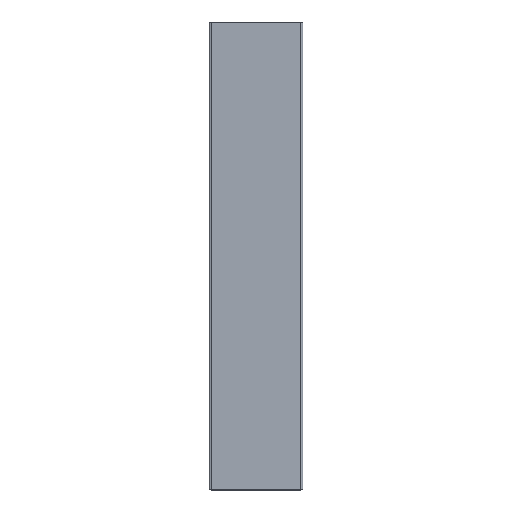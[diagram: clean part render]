
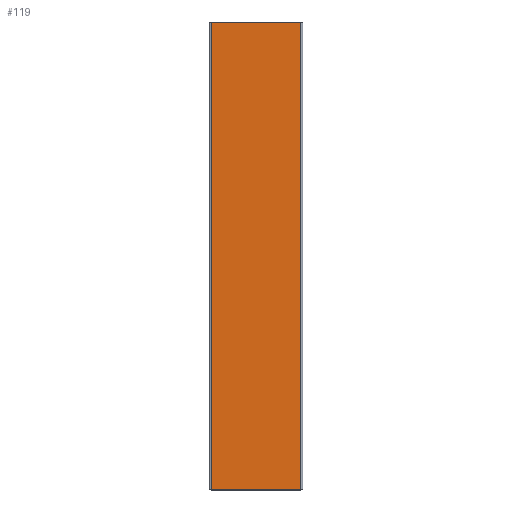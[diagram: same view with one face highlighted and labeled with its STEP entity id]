
A CAD part, top view. The second image highlights one B-rep face of the part: STEP entity #119.
In plain terms, the highlighted planar face has unit normal (0, 0, 1).
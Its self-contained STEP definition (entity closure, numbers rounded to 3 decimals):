
#119 = ADVANCED_FACE( '', ( #236 ), #237, .T. );
#236 = FACE_OUTER_BOUND( '', #345, .T. );
#237 = PLANE( '', #346 );
#345 = EDGE_LOOP( '', ( #636, #637, #638, #639 ) );
#346 = AXIS2_PLACEMENT_3D( '', #640, #641, #642 );
#636 = ORIENTED_EDGE( '', *, *, #725, .F. );
#637 = ORIENTED_EDGE( '', *, *, #737, .F. );
#638 = ORIENTED_EDGE( '', *, *, #757, .T. );
#639 = ORIENTED_EDGE( '', *, *, #668, .T. );
#640 = CARTESIAN_POINT( '', ( -4.8, -25., 1. ) );
#641 = DIRECTION( '', ( 0., 0., 1. ) );
#642 = DIRECTION( '', ( 1., 0., 0. ) );
#668 = EDGE_CURVE( '', #799, #796, #800, .T. );
#725 = EDGE_CURVE( '', #886, #796, #888, .T. );
#737 = EDGE_CURVE( '', #904, #886, #906, .T. );
#757 = EDGE_CURVE( '', #904, #799, #929, .T. );
#796 = VERTEX_POINT( '', #979 );
#799 = VERTEX_POINT( '', #982 );
#800 = LINE( '', #983, #984 );
#886 = VERTEX_POINT( '', #1100 );
#888 = LINE( '', #1102, #1103 );
#904 = VERTEX_POINT( '', #1125 );
#906 = LINE( '', #1127, #1128 );
#929 = LINE( '', #1159, #1160 );
#979 = CARTESIAN_POINT( '', ( 4.8, 25., 1. ) );
#982 = CARTESIAN_POINT( '', ( 4.8, -25., 1. ) );
#983 = CARTESIAN_POINT( '', ( 4.8, -25., 1. ) );
#984 = VECTOR( '', #1193, 1000. );
#1100 = CARTESIAN_POINT( '', ( -4.8, 25., 1. ) );
#1102 = CARTESIAN_POINT( '', ( -4.8, 25., 1. ) );
#1103 = VECTOR( '', #1266, 1000. );
#1125 = CARTESIAN_POINT( '', ( -4.8, -25., 1. ) );
#1127 = CARTESIAN_POINT( '', ( -4.8, -25., 1. ) );
#1128 = VECTOR( '', #1279, 1000. );
#1159 = CARTESIAN_POINT( '', ( -4.8, -25., 1. ) );
#1160 = VECTOR( '', #1297, 1000. );
#1193 = DIRECTION( '', ( 0., 1., 0. ) );
#1266 = DIRECTION( '', ( 1., 0., 0. ) );
#1279 = DIRECTION( '', ( 0., 1., 0. ) );
#1297 = DIRECTION( '', ( 1., 0., 0. ) );
